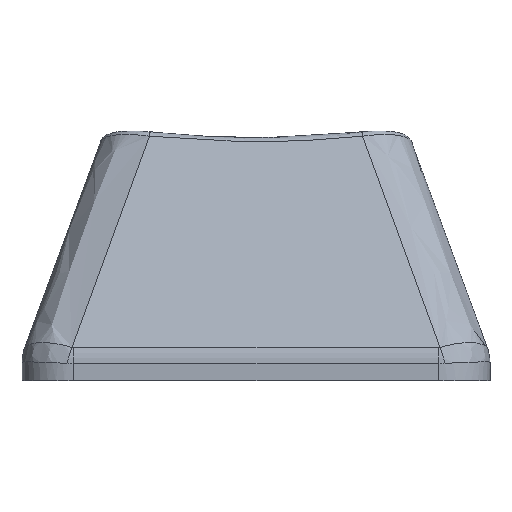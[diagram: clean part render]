
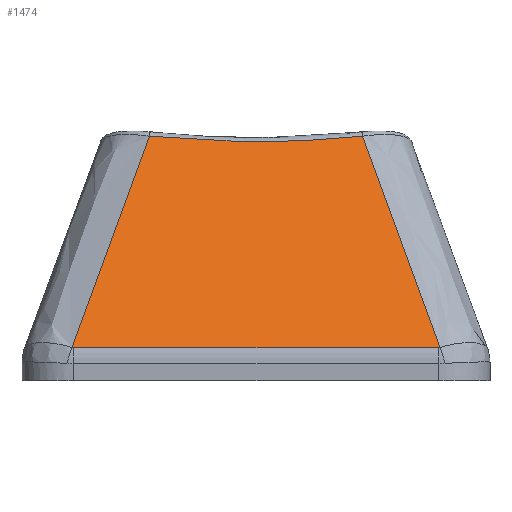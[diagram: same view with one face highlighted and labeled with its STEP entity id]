
A CAD part, front view. The second image highlights one B-rep face of the part: STEP entity #1474.
In plain terms, the highlighted planar face has unit normal (0, -0.909, 0.417).
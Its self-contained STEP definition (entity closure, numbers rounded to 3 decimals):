
#14=PLANE('',#1566);
#41=ELLIPSE('',#1559,1.2,0.5);
#43=ELLIPSE('',#1564,1.2,0.5);
#143=LINE('',#2768,#204);
#204=VECTOR('',#1667,10.);
#279=FACE_OUTER_BOUND('',#363,.T.);
#363=EDGE_LOOP('',(#1148,#1149,#1150,#1151,#1152,#1153));
#504=B_SPLINE_CURVE_WITH_KNOTS('',3,(#2928,#2929,#2930,#2931),
 .UNSPECIFIED.,.F.,.F.,(4,4),(-0.969,-0.018),
 .UNSPECIFIED.);
#506=B_SPLINE_CURVE_WITH_KNOTS('',3,(#2939,#2940,#2941,#2942),
 .UNSPECIFIED.,.F.,.F.,(4,4),(0.018,0.969),
 .UNSPECIFIED.);
#507=B_SPLINE_CURVE_WITH_KNOTS('',3,(#2943,#2944,#2945,#2946),
 .UNSPECIFIED.,.F.,.F.,(4,4),(-0.829,0.),.UNSPECIFIED.);
#640=VERTEX_POINT('',#2724);
#644=VERTEX_POINT('',#2758);
#646=VERTEX_POINT('',#2764);
#648=VERTEX_POINT('',#2785);
#654=VERTEX_POINT('',#2927);
#655=VERTEX_POINT('',#2938);
#822=EDGE_CURVE('',#640,#644,#41,.T.);
#825=EDGE_CURVE('',#644,#646,#143,.T.);
#828=EDGE_CURVE('',#646,#648,#43,.T.);
#839=EDGE_CURVE('',#648,#654,#504,.T.);
#841=EDGE_CURVE('',#655,#640,#506,.T.);
#842=EDGE_CURVE('',#654,#655,#507,.T.);
#1148=ORIENTED_EDGE('',*,*,#828,.F.);
#1149=ORIENTED_EDGE('',*,*,#825,.F.);
#1150=ORIENTED_EDGE('',*,*,#822,.F.);
#1151=ORIENTED_EDGE('',*,*,#841,.F.);
#1152=ORIENTED_EDGE('',*,*,#842,.F.);
#1153=ORIENTED_EDGE('',*,*,#839,.F.);
#1474=ADVANCED_FACE('',(#279),#14,.T.);
#1559=AXIS2_PLACEMENT_3D('',#2762,#1660,#1661);
#1564=AXIS2_PLACEMENT_3D('',#2789,#1672,#1673);
#1566=AXIS2_PLACEMENT_3D('',#2937,#1676,#1677);
#1660=DIRECTION('center_axis',(0.,0.909,-0.417));
#1661=DIRECTION('ref_axis',(0.,-0.417,-0.909));
#1667=DIRECTION('',(-1.,0.,0.));
#1672=DIRECTION('center_axis',(0.,0.909,-0.417));
#1673=DIRECTION('ref_axis',(0.,-0.417,-0.909));
#1676=DIRECTION('center_axis',(0.,-0.909,
0.417));
#1677=DIRECTION('ref_axis',(0.,-0.417,-0.909));
#2724=CARTESIAN_POINT('',(7.144,-8.94,0.306));
#2758=CARTESIAN_POINT('',(7.081,-8.944,0.298));
#2762=CARTESIAN_POINT('Origin',(7.081,-8.444,1.389));
#2764=CARTESIAN_POINT('',(-7.08,-8.944,0.298));
#2768=CARTESIAN_POINT('',(7.525,-8.944,0.298));
#2785=CARTESIAN_POINT('',(-7.144,-8.94,0.306));
#2789=CARTESIAN_POINT('Origin',(-7.08,-8.444,1.389));
#2927=CARTESIAN_POINT('',(-4.136,-5.185,8.501));
#2928=CARTESIAN_POINT('Ctrl Pts',(-7.144,-8.94,0.306));
#2929=CARTESIAN_POINT('Ctrl Pts',(-6.151,-7.687,3.041));
#2930=CARTESIAN_POINT('Ctrl Pts',(-5.151,-6.435,5.773));
#2931=CARTESIAN_POINT('Ctrl Pts',(-4.136,-5.185,8.501));
#2937=CARTESIAN_POINT('Origin',(5.969,-4.966,8.98));
#2938=CARTESIAN_POINT('',(4.136,-5.185,8.501));
#2939=CARTESIAN_POINT('Ctrl Pts',(4.136,-5.185,8.501));
#2940=CARTESIAN_POINT('Ctrl Pts',(5.151,-6.435,5.773));
#2941=CARTESIAN_POINT('Ctrl Pts',(6.151,-7.687,3.041));
#2942=CARTESIAN_POINT('Ctrl Pts',(7.144,-8.94,0.306));
#2943=CARTESIAN_POINT('Ctrl Pts',(-4.136,-5.185,8.501));
#2944=CARTESIAN_POINT('Ctrl Pts',(-1.391,-5.32,8.207));
#2945=CARTESIAN_POINT('Ctrl Pts',(1.391,-5.32,8.207));
#2946=CARTESIAN_POINT('Ctrl Pts',(4.136,-5.185,8.501));
